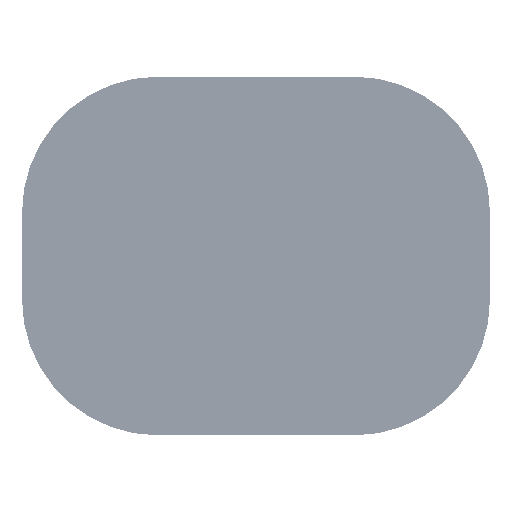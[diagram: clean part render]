
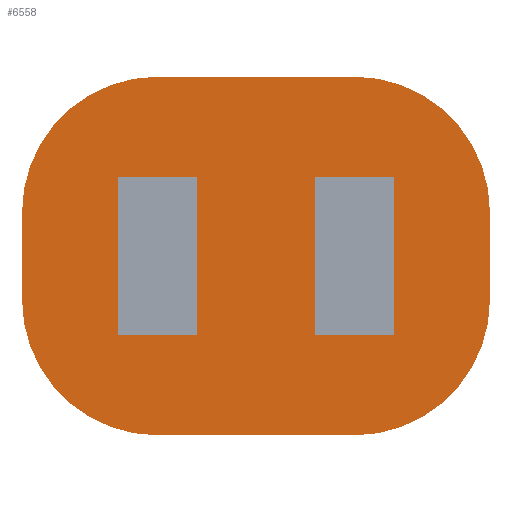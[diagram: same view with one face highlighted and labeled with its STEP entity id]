
A CAD part, front view. The second image highlights one B-rep face of the part: STEP entity #6558.
In plain terms, the highlighted planar face has unit normal (0, -1, 0).
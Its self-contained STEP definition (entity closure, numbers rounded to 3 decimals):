
#1517 = CARTESIAN_POINT ( 'NONE',  ( -2675., 0., -500. ) ) ;
#1902 = ORIENTED_EDGE ( 'NONE', *, *, #22903, .F. ) ;
#3882 = FACE_OUTER_BOUND ( 'NONE', #18091, .T. ) ;
#4093 = DIRECTION ( 'NONE',  ( 0., 0., 1. ) ) ;
#5743 = EDGE_CURVE ( 'NONE', #54894, #7517, #54592, .T. ) ;
#5750 = PLANE ( 'NONE',  #34825 ) ;
#6049 = DIRECTION ( 'NONE',  ( 0., 0., 1. ) ) ;
#6558 = ADVANCED_FACE ( 'NONE', ( #3882 ), #5750, .T. ) ;
#7517 = VERTEX_POINT ( 'NONE', #47904 ) ;
#9358 = LINE ( 'NONE', #48966, #29106 ) ;
#10318 = DIRECTION ( 'NONE',  ( 0., 0., -1. ) ) ;
#11347 = CARTESIAN_POINT ( 'NONE',  ( -2675., 0., 500. ) ) ;
#12964 = DIRECTION ( 'NONE',  ( 0., 0., -1. ) ) ;
#13378 = CARTESIAN_POINT ( 'NONE',  ( -1125., 0., -2050. ) ) ;
#13878 = VERTEX_POINT ( 'NONE', #57366 ) ;
#14270 = CARTESIAN_POINT ( 'NONE',  ( 1125., 0., 500. ) ) ;
#14571 = EDGE_CURVE ( 'NONE', #25716, #56714, #17836, .T. ) ;
#14591 = ORIENTED_EDGE ( 'NONE', *, *, #14780, .F. ) ;
#14752 = VECTOR ( 'NONE', #6049, 1000. ) ;
#14780 = EDGE_CURVE ( 'NONE', #18654, #25716, #9358, .T. ) ;
#15315 = CARTESIAN_POINT ( 'NONE',  ( 2675., 0., -500. ) ) ;
#16189 = DIRECTION ( 'NONE',  ( 0., 1., 0. ) ) ;
#16667 = ORIENTED_EDGE ( 'NONE', *, *, #34004, .F. ) ;
#16724 = VERTEX_POINT ( 'NONE', #11347 ) ;
#16880 = EDGE_CURVE ( 'NONE', #13878, #54267, #53447, .T. ) ;
#17029 = CARTESIAN_POINT ( 'NONE',  ( -1125., 0., 500. ) ) ;
#17076 = AXIS2_PLACEMENT_3D ( 'NONE', #58056, #31077, #4093 ) ;
#17500 = VECTOR ( 'NONE', #34912, 1000. ) ;
#17836 = CIRCLE ( 'NONE', #39321, 1550. ) ;
#18075 = DIRECTION ( 'NONE',  ( -1., 0., 0. ) ) ;
#18091 = EDGE_LOOP ( 'NONE', ( #53151, #14591, #55267, #36401, #1902, #16667, #55582, #21060 ) ) ;
#18654 = VERTEX_POINT ( 'NONE', #38513 ) ;
#18798 = DIRECTION ( 'NONE',  ( 0., 0., 1. ) ) ;
#21060 = ORIENTED_EDGE ( 'NONE', *, *, #35606, .F. ) ;
#21587 = DIRECTION ( 'NONE',  ( 0., 0., 1. ) ) ;
#22903 = EDGE_CURVE ( 'NONE', #16724, #13878, #29328, .T. ) ;
#23842 = AXIS2_PLACEMENT_3D ( 'NONE', #14270, #45796, #18798 ) ;
#25716 = VERTEX_POINT ( 'NONE', #15315 ) ;
#29106 = VECTOR ( 'NONE', #12964, 1000. ) ;
#29328 = CIRCLE ( 'NONE', #55887, 1550. ) ;
#30383 = CARTESIAN_POINT ( 'NONE',  ( -1125., 0., 2050. ) ) ;
#31077 = DIRECTION ( 'NONE',  ( 0., 1., 0. ) ) ;
#34004 = EDGE_CURVE ( 'NONE', #7517, #16724, #38688, .T. ) ;
#34825 = AXIS2_PLACEMENT_3D ( 'NONE', #50687, #37261, #10318 ) ;
#34912 = DIRECTION ( 'NONE',  ( 1., 0., 0. ) ) ;
#35606 = EDGE_CURVE ( 'NONE', #56714, #54894, #53583, .T. ) ;
#36401 = ORIENTED_EDGE ( 'NONE', *, *, #16880, .F. ) ;
#37261 = DIRECTION ( 'NONE',  ( 0., -1., 0. ) ) ;
#38513 = CARTESIAN_POINT ( 'NONE',  ( 2675., 0., 500. ) ) ;
#38688 = LINE ( 'NONE', #1517, #14752 ) ;
#39321 = AXIS2_PLACEMENT_3D ( 'NONE', #43128, #16189, #47652 ) ;
#43128 = CARTESIAN_POINT ( 'NONE',  ( 1125., 0., -500. ) ) ;
#44591 = CARTESIAN_POINT ( 'NONE',  ( 1125., 0., -2050. ) ) ;
#45796 = DIRECTION ( 'NONE',  ( 0., 1., 0. ) ) ;
#46131 = EDGE_CURVE ( 'NONE', #54267, #18654, #48315, .T. ) ;
#46197 = CARTESIAN_POINT ( 'NONE',  ( -1125., 0., -2050. ) ) ;
#47652 = DIRECTION ( 'NONE',  ( 0., 0., -1. ) ) ;
#47758 = CARTESIAN_POINT ( 'NONE',  ( 1125., 0., 2050. ) ) ;
#47904 = CARTESIAN_POINT ( 'NONE',  ( -2675., 0., -500. ) ) ;
#48315 = CIRCLE ( 'NONE', #23842, 1550. ) ;
#48544 = DIRECTION ( 'NONE',  ( 0., 1., 0. ) ) ;
#48966 = CARTESIAN_POINT ( 'NONE',  ( 2675., 0., -500. ) ) ;
#50687 = CARTESIAN_POINT ( 'NONE',  ( 1125., 0., -500. ) ) ;
#52194 = VECTOR ( 'NONE', #18075, 1000. ) ;
#53151 = ORIENTED_EDGE ( 'NONE', *, *, #14571, .F. ) ;
#53447 = LINE ( 'NONE', #30383, #17500 ) ;
#53583 = LINE ( 'NONE', #13378, #52194 ) ;
#54267 = VERTEX_POINT ( 'NONE', #47758 ) ;
#54592 = CIRCLE ( 'NONE', #17076, 1550. ) ;
#54894 = VERTEX_POINT ( 'NONE', #46197 ) ;
#55267 = ORIENTED_EDGE ( 'NONE', *, *, #46131, .F. ) ;
#55582 = ORIENTED_EDGE ( 'NONE', *, *, #5743, .F. ) ;
#55887 = AXIS2_PLACEMENT_3D ( 'NONE', #17029, #48544, #21587 ) ;
#56714 = VERTEX_POINT ( 'NONE', #44591 ) ;
#57366 = CARTESIAN_POINT ( 'NONE',  ( -1125., 0., 2050. ) ) ;
#58056 = CARTESIAN_POINT ( 'NONE',  ( -1125., 0., -500. ) ) ;
